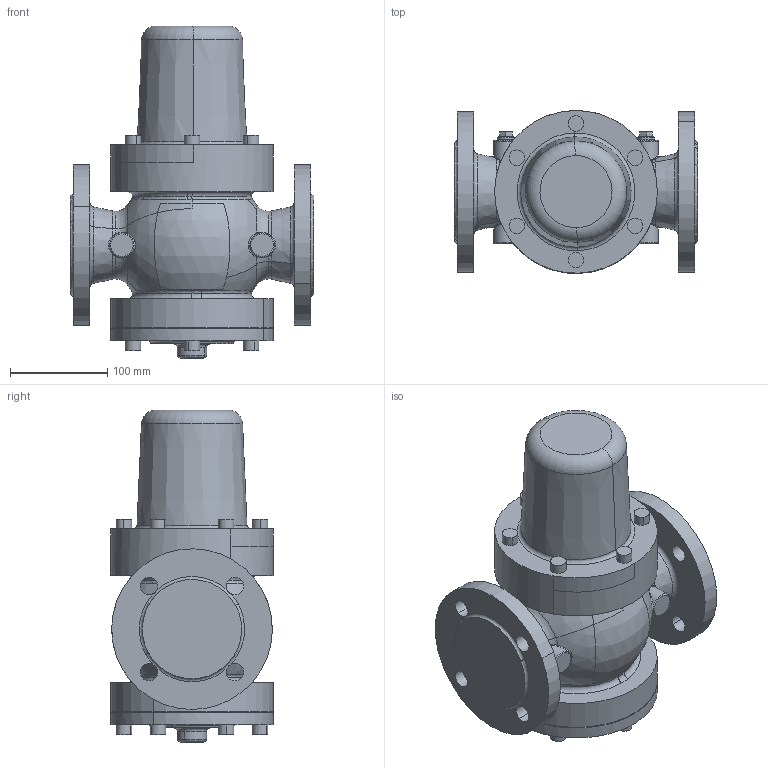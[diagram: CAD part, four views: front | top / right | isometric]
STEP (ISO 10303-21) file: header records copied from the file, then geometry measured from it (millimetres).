
FILE_DESCRIPTION(('CATIA V5 STEP'),'2;1');
FILE_NAME('DF100_DN_050_PN_16.stp','2015-01-20T16:19:53+00:00',('none'),('none'),'CATIA Version 5 Release 19 SP 9 (IN-10)','CATIA V5 STEP AP203 Edition 2','none');
FILE_SCHEMA(('AP203_CONFIGURATION_CONTROLLED_3D_DESIGN_OF_MECHANICAL_PARTS_AND_ASSEMBLIES_MIM_LF { 1 0 10303 403 2 1 2}'));
Length unit declared in the file: millimetre
Products named in the file (1): 300100001_DF100_DN_50_PN_16_AllCATPart
Bounding box: 250 x 166.95 x 340.9 mm (x, y, z)
Volume: 5975725.7 mm3; surface area: 329193.6 mm2
Topology: 1 solids, 7 shells, 334 faces, 787 edges, 486 vertices
Faces by surface type: cylinder 110, torus 75, plane 57, bspline 44, cone 34, sphere 14
Entity records: 13728 total; most frequent: CARTESIAN_POINT 6953, ORIENTED_EDGE 1574, DIRECTION 994, EDGE_CURVE 787, AXIS2_PLACEMENT_3D 621, VERTEX_POINT 486, CIRCLE 398, EDGE_LOOP 377
